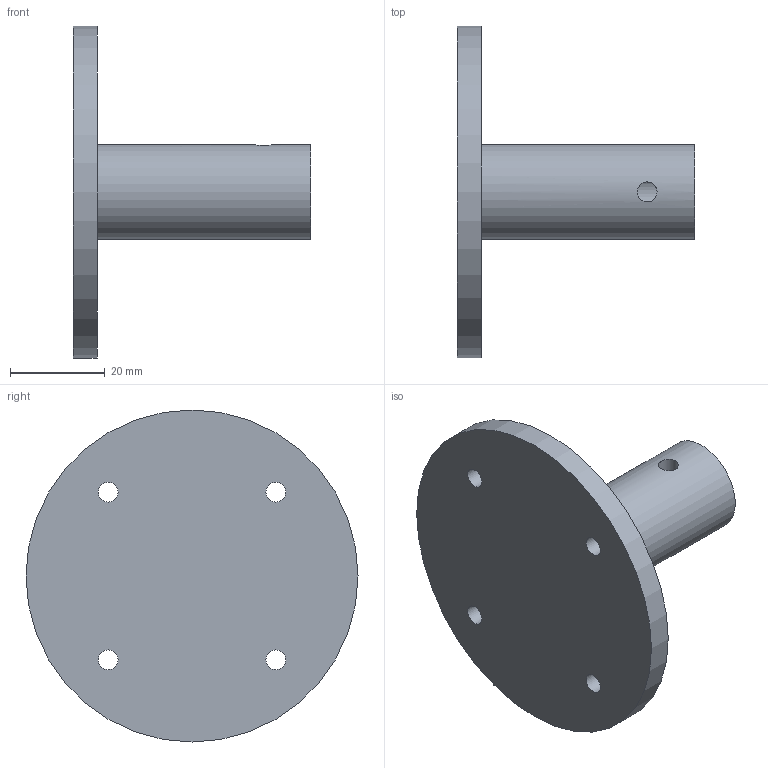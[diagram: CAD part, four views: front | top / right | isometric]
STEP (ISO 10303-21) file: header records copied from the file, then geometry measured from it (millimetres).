
FILE_DESCRIPTION(('FreeCAD Model'),'2;1');
FILE_NAME('Open CASCADE Shape Model','2022-10-28T10:18:04',(''),(''), 'Open CASCADE STEP processor 7.6','FreeCAD','Unknown');
FILE_SCHEMA(('AUTOMOTIVE_DESIGN { 1 0 10303 214 1 1 1 1 }'));
Length unit declared in the file: millimetre
Products named in the file (1): Axe
Bounding box: 50 x 70 x 70 mm (x, y, z)
Volume: 32278.7 mm3; surface area: 12208.1 mm2
Topology: 1 solids, 1 shells, 14 faces, 35 edges, 23 vertices
Faces by surface type: cylinder 8, plane 6
Full cylindrical faces by diameter (mm): 4.2 x5, 20 x1, 70 x1
Entity records: 1147 total; most frequent: CARTESIAN_POINT 389, DIRECTION 140, ORIENTED_EDGE 70, PCURVE 70, DEFINITIONAL_REPRESENTATION 70, LINE 59, VECTOR 59, EDGE_CURVE 35
